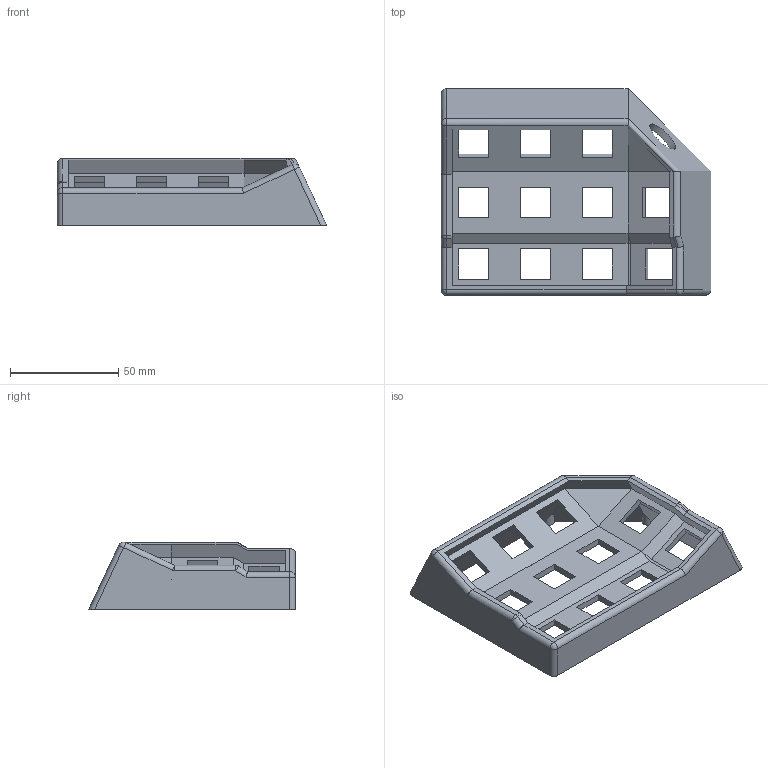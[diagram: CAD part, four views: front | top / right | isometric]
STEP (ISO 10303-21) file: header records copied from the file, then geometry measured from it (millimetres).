
FILE_DESCRIPTION(('HOOPS Exchange Step'),'2;1');
FILE_NAME('temp_export','2023-01-21T14:57:08-05:00',('jscotto'),('Shapr3D Limited'),'HOOPS Exchange 2022.1','Shapr3D','Authorized');
FILE_SCHEMA( ('AUTOMOTIVE_DESIGN { 1 0 10303 214 1 1 1 1 }') );
Length unit declared in the file: millimetre
Products named in the file (1): Body
Bounding box: 124.73 x 95.68 x 31.34 mm (x, y, z)
Volume: 63356.3 mm3; surface area: 35768.7 mm2
Topology: 1 solids, 1 shells, 132 faces, 346 edges, 219 vertices
Faces by surface type: plane 94, cylinder 29, bspline 4, sphere 4, torus 1
Full cylindrical faces by diameter (mm): 3.6 x5, 16 x1
Entity records: 4541 total; most frequent: CARTESIAN_POINT 1245, ORIENTED_EDGE 682, DIRECTION 640, EDGE_CURVE 341, VECTOR 272, LINE 272, VERTEX_POINT 218, AXIS2_PLACEMENT_3D 184
